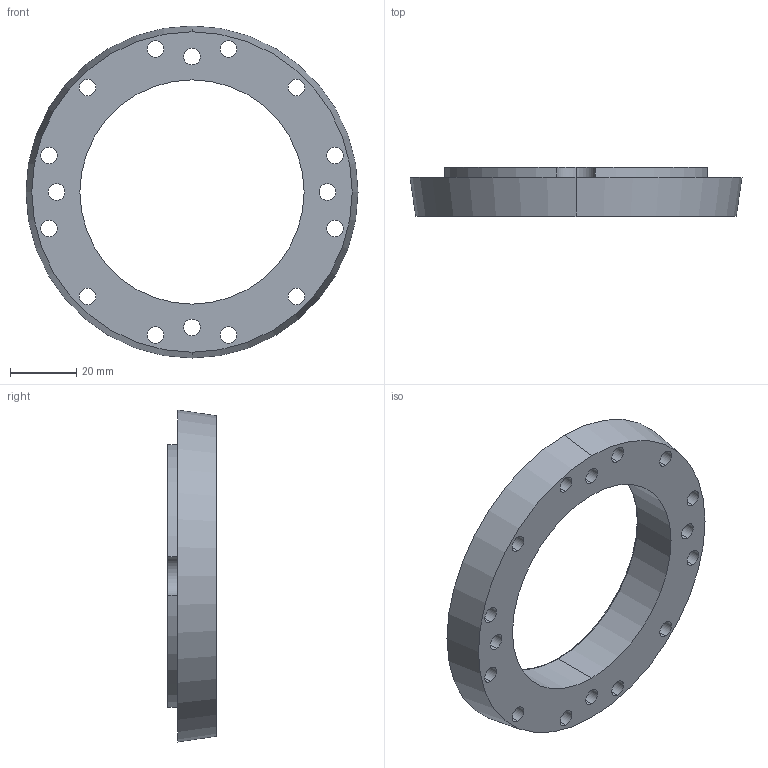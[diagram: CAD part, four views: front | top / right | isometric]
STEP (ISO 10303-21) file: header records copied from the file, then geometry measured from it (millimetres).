
FILE_DESCRIPTION (( 'STEP AP214' ), '1' );
FILE_NAME ('Support lanceur Mobylette.STEP', '2024-08-18T09:55:58', ( '' ), ( '' ), 'SwSTEP 2.0', 'SolidWorks 2023', '' );
FILE_SCHEMA (( 'AUTOMOTIVE_DESIGN' ));
Length unit declared in the file: millimetre
Products named in the file (1): Support lanceur Mobylette
Bounding box: 100.1 x 14.7 x 100.1 mm (x, y, z)
Volume: 44850.1 mm3; surface area: 18374.1 mm2
Topology: 1 solids, 1 shells, 57 faces, 160 edges, 106 vertices
Faces by surface type: cylinder 46, plane 7, torus 2, cone 2
Entity records: 1997 total; most frequent: DIRECTION 384, CARTESIAN_POINT 324, ORIENTED_EDGE 320, AXIS2_PLACEMENT_3D 166, EDGE_CURVE 160, CIRCLE 108, VERTEX_POINT 106, EDGE_LOOP 92
